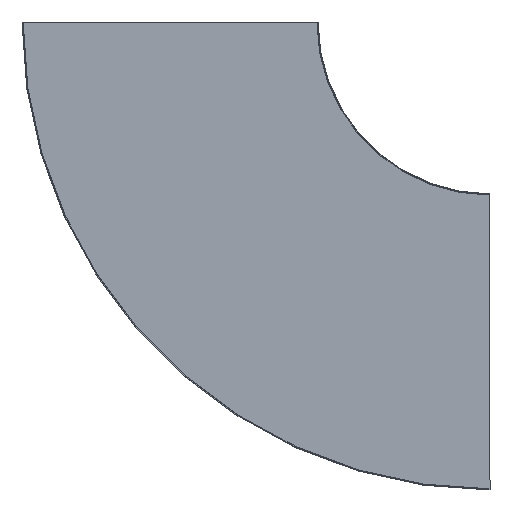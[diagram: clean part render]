
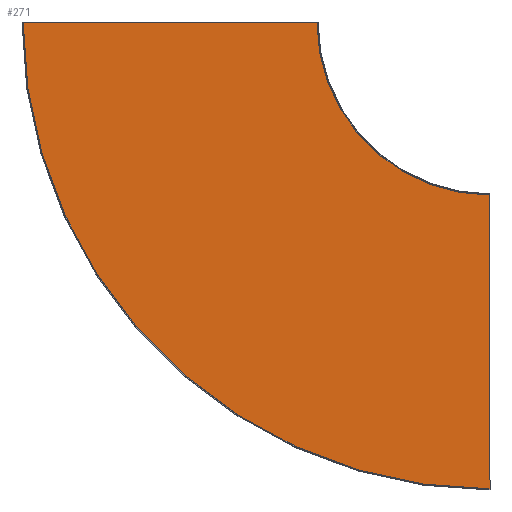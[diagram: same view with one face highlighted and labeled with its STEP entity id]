
A CAD part, front view. The second image highlights one B-rep face of the part: STEP entity #271.
In plain terms, the highlighted planar face has unit normal (0, -1, 0).
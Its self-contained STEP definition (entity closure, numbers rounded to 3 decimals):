
#17 = VERTEX_POINT ( 'NONE', #538 ) ;
#44 = AXIS2_PLACEMENT_3D ( 'NONE', #484, #548, #388 ) ;
#114 = VERTEX_POINT ( 'NONE', #624 ) ;
#141 = EDGE_LOOP ( 'NONE', ( #489, #729, #480, #474 ) ) ;
#248 = PLANE ( 'NONE',  #44 ) ;
#271 = ADVANCED_FACE ( 'NONE', ( #659 ), #248, .T. ) ;
#367 = CARTESIAN_POINT ( 'NONE',  ( -297.5, -1., 0. ) ) ;
#388 = DIRECTION ( 'NONE',  ( 0., 0., -1. ) ) ;
#405 = EDGE_CURVE ( 'NONE', #547, #17, #792, .T. ) ;
#434 = EDGE_CURVE ( 'NONE', #114, #774, #646, .T. ) ;
#435 = EDGE_CURVE ( 'NONE', #17, #774, #784, .T. ) ;
#447 = VECTOR ( 'NONE', #614, 1000. ) ;
#452 = EDGE_CURVE ( 'NONE', #547, #114, #615, .T. ) ;
#471 = CARTESIAN_POINT ( 'NONE',  ( 0., -1., -802.5 ) ) ;
#474 = ORIENTED_EDGE ( 'NONE', *, *, #452, .T. ) ;
#480 = ORIENTED_EDGE ( 'NONE', *, *, #405, .F. ) ;
#484 = CARTESIAN_POINT ( 'NONE',  ( 0., -1., -297.5 ) ) ;
#489 = ORIENTED_EDGE ( 'NONE', *, *, #434, .T. ) ;
#538 = CARTESIAN_POINT ( 'NONE',  ( -802.5, -1., 0. ) ) ;
#547 = VERTEX_POINT ( 'NONE', #471 ) ;
#548 = DIRECTION ( 'NONE',  ( 0., -1., 0. ) ) ;
#590 = DIRECTION ( 'NONE',  ( 0., 0., 1. ) ) ;
#614 = DIRECTION ( 'NONE',  ( 1., 0., 0. ) ) ;
#615 = LINE ( 'NONE', #618, #657 ) ;
#618 = CARTESIAN_POINT ( 'NONE',  ( 0., -1., -297.5 ) ) ;
#624 = CARTESIAN_POINT ( 'NONE',  ( 0., -1., -297.5 ) ) ;
#646 = CIRCLE ( 'NONE', #719, 297.5 ) ;
#657 = VECTOR ( 'NONE', #590, 1000. ) ;
#659 = FACE_OUTER_BOUND ( 'NONE', #141, .T. ) ;
#684 = DIRECTION ( 'NONE',  ( 0., 1., 0. ) ) ;
#688 = CARTESIAN_POINT ( 'NONE',  ( 0., -1., 0. ) ) ;
#689 = CARTESIAN_POINT ( 'NONE',  ( -297.5, -1., 0. ) ) ;
#696 = DIRECTION ( 'NONE',  ( 0., 0., 1. ) ) ;
#706 = AXIS2_PLACEMENT_3D ( 'NONE', #759, #767, #763 ) ;
#719 = AXIS2_PLACEMENT_3D ( 'NONE', #688, #684, #696 ) ;
#729 = ORIENTED_EDGE ( 'NONE', *, *, #435, .F. ) ;
#759 = CARTESIAN_POINT ( 'NONE',  ( 0., -1., 0. ) ) ;
#763 = DIRECTION ( 'NONE',  ( 0., 0., 1. ) ) ;
#767 = DIRECTION ( 'NONE',  ( 0., 1., 0. ) ) ;
#774 = VERTEX_POINT ( 'NONE', #367 ) ;
#784 = LINE ( 'NONE', #689, #447 ) ;
#792 = CIRCLE ( 'NONE', #706, 802.5 ) ;
